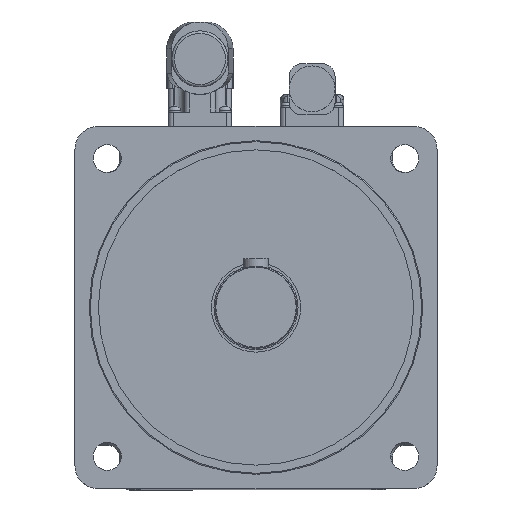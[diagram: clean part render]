
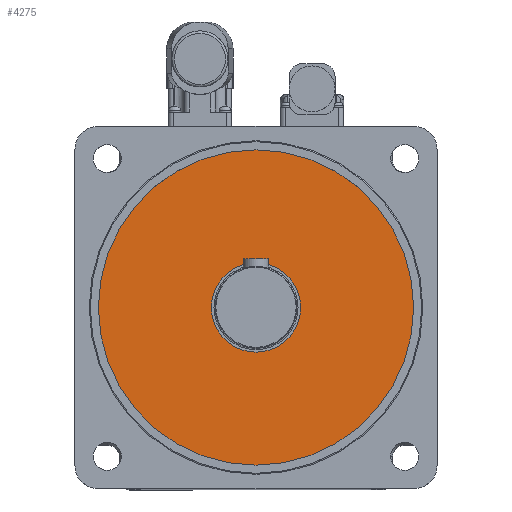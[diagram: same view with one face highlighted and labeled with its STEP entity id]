
A CAD part, top view. The second image highlights one B-rep face of the part: STEP entity #4275.
In plain terms, the highlighted planar face has unit normal (0, 0, 1).
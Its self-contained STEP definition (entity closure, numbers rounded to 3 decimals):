
#4248=CARTESIAN_POINT('',(0.0,0.0,-0.5));
#4249=DIRECTION('',(0.0,0.0,-1.0));
#4250=DIRECTION('',(-1.0,0.0,0.0));
#4251=AXIS2_PLACEMENT_3D('',#4248,#4249,#4250);
#4252=PLANE('',#4251);
#4253=CARTESIAN_POINT('',(61.818,0.,-0.5));
#4254=VERTEX_POINT('',#4253);
#4255=CARTESIAN_POINT('',(0.0,0.0,-0.5));
#4256=DIRECTION('',(0.0,0.0,1.0));
#4257=DIRECTION('',(-1.0,0.0,0.0));
#4258=AXIS2_PLACEMENT_3D('',#4255,#4256,#4257);
#4259=CIRCLE('',#4258,61.818);
#4260=EDGE_CURVE('',#4254,#4254,#4259,.T.);
#4261=ORIENTED_EDGE('',*,*,#4260,.T.);
#4262=EDGE_LOOP('',(#4261));
#4263=FACE_OUTER_BOUND('',#4262,.T.);
#4264=CARTESIAN_POINT('',(0.0,17.5,-0.5));
#4265=VERTEX_POINT('',#4264);
#4266=CARTESIAN_POINT('',(0.0,0.,-0.5));
#4267=DIRECTION('',(0.0,0.0,-1.0));
#4268=DIRECTION('',(0.0,1.0,0.0));
#4269=AXIS2_PLACEMENT_3D('',#4266,#4267,#4268);
#4270=CIRCLE('',#4269,17.5);
#4271=EDGE_CURVE('',#4265,#4265,#4270,.T.);
#4272=ORIENTED_EDGE('',*,*,#4271,.T.);
#4273=EDGE_LOOP('',(#4272));
#4274=FACE_BOUND('',#4273,.T.);
#4275=ADVANCED_FACE('',(#4263,#4274),#4252,.F.);
